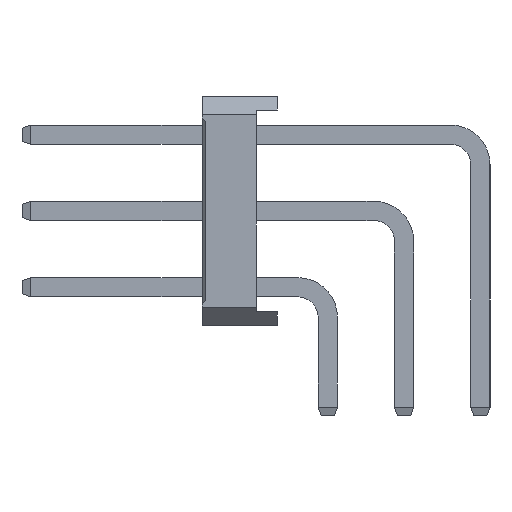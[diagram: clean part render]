
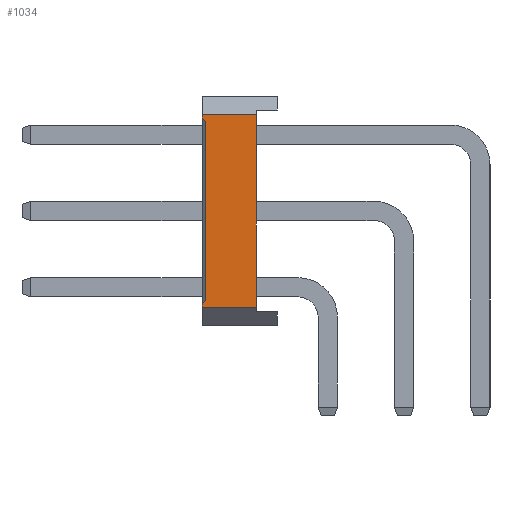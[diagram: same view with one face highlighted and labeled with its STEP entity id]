
A CAD part, left-side view. The second image highlights one B-rep face of the part: STEP entity #1034.
In plain terms, the highlighted planar face has unit normal (-1, 0, 0).
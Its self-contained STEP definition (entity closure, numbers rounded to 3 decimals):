
#1034=ADVANCED_FACE('',(#11279),#11281,.T.);
#11279=FACE_BOUND('',#11280,.T.);
#11280=EDGE_LOOP('',(#19607,#19608,#19609,#19610,#19611,#19612,#19613,#19614));
#11281=PLANE('',#11282);
#11282=AXIS2_PLACEMENT_3D('',#11283,#11284,#11285);
#11283=CARTESIAN_POINT('',(-1.27,1.68,0.6));
#11284=DIRECTION('',(-1.,0.,0.));
#11285=DIRECTION('',(0.,0.,1.));
#19607=ORIENTED_EDGE('',*,*,#24972,.F.);
#19608=ORIENTED_EDGE('',*,*,#24973,.T.);
#19609=ORIENTED_EDGE('',*,*,#24974,.F.);
#19610=ORIENTED_EDGE('',*,*,#24381,.F.);
#19611=ORIENTED_EDGE('',*,*,#24975,.F.);
#19612=ORIENTED_EDGE('',*,*,#24086,.T.);
#19613=ORIENTED_EDGE('',*,*,#24971,.T.);
#19614=ORIENTED_EDGE('',*,*,#24385,.F.);
#24086=EDGE_CURVE('',#26880,#26878,#26881,.T.);
#24381=EDGE_CURVE('',#27468,#27470,#27471,.T.);
#24385=EDGE_CURVE('',#27476,#27478,#27479,.T.);
#24971=EDGE_CURVE('',#26878,#27478,#28541,.T.);
#24972=EDGE_CURVE('',#28542,#27476,#28543,.F.);
#24973=EDGE_CURVE('',#28542,#28544,#28545,.T.);
#24974=EDGE_CURVE('',#27470,#28544,#28546,.F.);
#24975=EDGE_CURVE('',#26880,#27468,#28547,.T.);
#26878=VERTEX_POINT('',#31420);
#26880=VERTEX_POINT('',#31424);
#26881=LINE('',#31425,#31426);
#27468=VERTEX_POINT('',#32600);
#27470=VERTEX_POINT('',#32604);
#27471=LINE('',#32605,#32606);
#27476=VERTEX_POINT('',#32616);
#27478=VERTEX_POINT('',#32620);
#27479=LINE('',#32621,#32622);
#28541=LINE('',#34907,#34908);
#28542=VERTEX_POINT('',#34910);
#28543=LINE('',#34911,#34912);
#28544=VERTEX_POINT('',#34914);
#28545=LINE('',#34915,#34916);
#28546=LINE('',#34918,#34919);
#28547=LINE('',#34921,#34922);
#31420=CARTESIAN_POINT('',(-1.27,2.38,7.02));
#31424=CARTESIAN_POINT('',(-1.27,2.38,0.6));
#31425=CARTESIAN_POINT('',(-1.27,2.38,0.6));
#31426=VECTOR('',#31427,1.);
#31427=DIRECTION('',(0.,0.,1.));
#32600=CARTESIAN_POINT('',(-1.27,4.18,0.6));
#32604=CARTESIAN_POINT('',(-1.27,4.18,0.72));
#32605=CARTESIAN_POINT('',(-1.27,4.18,0.6));
#32606=VECTOR('',#32607,1.);
#32607=DIRECTION('',(0.,0.,1.));
#32616=CARTESIAN_POINT('',(-1.27,4.18,6.9));
#32620=CARTESIAN_POINT('',(-1.27,4.18,7.02));
#32621=CARTESIAN_POINT('',(-1.27,4.18,6.9));
#32622=VECTOR('',#32623,1.);
#32623=DIRECTION('',(0.,0.,1.));
#34907=CARTESIAN_POINT('',(-1.27,2.38,7.02));
#34908=VECTOR('',#34909,1.);
#34909=DIRECTION('',(0.,1.,0.));
#34910=CARTESIAN_POINT('',(-1.27,4.08,6.8));
#34911=CARTESIAN_POINT('',(-1.27,4.18,6.9));
#34912=VECTOR('',#34913,1.);
#34913=DIRECTION('',(0.,-0.707,-0.707));
#34914=CARTESIAN_POINT('',(-1.27,4.08,0.82));
#34915=CARTESIAN_POINT('',(-1.27,4.08,6.8));
#34916=VECTOR('',#34917,1.);
#34917=DIRECTION('',(0.,0.,-1.));
#34918=CARTESIAN_POINT('',(-1.27,4.08,0.82));
#34919=VECTOR('',#34920,1.);
#34920=DIRECTION('',(0.,0.707,-0.707));
#34921=CARTESIAN_POINT('',(-1.27,2.38,0.6));
#34922=VECTOR('',#34923,1.);
#34923=DIRECTION('',(0.,1.,0.));
